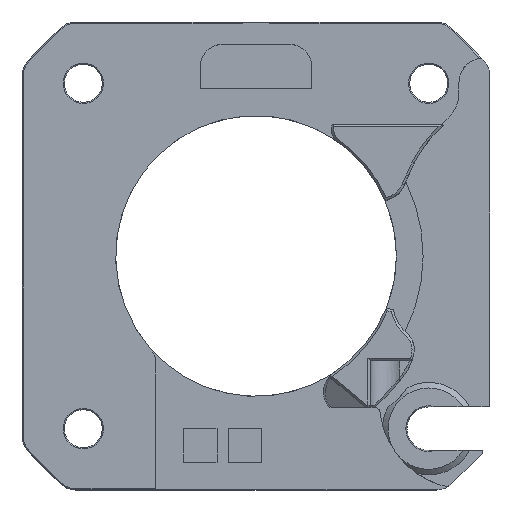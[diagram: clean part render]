
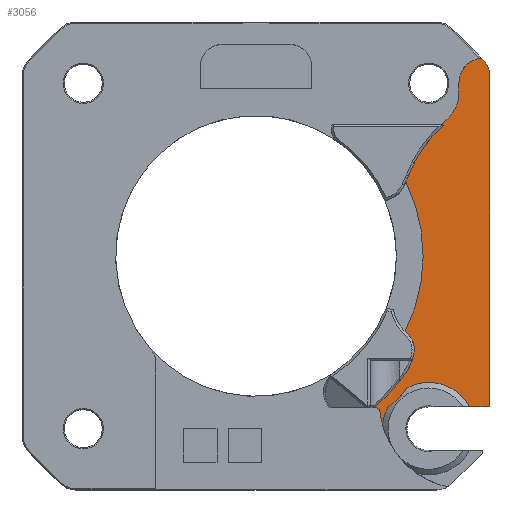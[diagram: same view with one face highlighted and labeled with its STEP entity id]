
A CAD part, top view. The second image highlights one B-rep face of the part: STEP entity #3056.
In plain terms, the highlighted planar face has unit normal (0, 0, 1).
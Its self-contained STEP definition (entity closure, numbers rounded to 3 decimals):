
#107=B_SPLINE_CURVE_WITH_KNOTS('',3,(#5005,#5006,#5007,#5008),
 .UNSPECIFIED.,.F.,.F.,(4,4),(0.,1.106),.UNSPECIFIED.);
#193=CIRCLE('',#3228,3.855);
#236=CIRCLE('',#3310,8.9);
#237=CIRCLE('',#3312,2.);
#238=CIRCLE('',#3314,0.5);
#239=CIRCLE('',#3315,7.88);
#240=CIRCLE('',#3316,4.15);
#241=CIRCLE('',#3317,4.15);
#242=CIRCLE('',#3318,0.15);
#243=CIRCLE('',#3319,2.);
#244=CIRCLE('',#3320,2.2);
#245=CIRCLE('',#3321,3.);
#246=CIRCLE('',#3322,10.15);
#247=CIRCLE('',#3323,127.);
#248=CIRCLE('',#3324,8.51);
#249=CIRCLE('',#3325,15.);
#412=FACE_OUTER_BOUND('',#594,.T.);
#594=EDGE_LOOP('',(#2438,#2439,#2440,#2441,#2442,#2443,#2444,#2445,#2446,
#2447,#2448,#2449,#2450,#2451,#2452,#2453,#2454,#2455,#2456,#2457,#2458,
#2459));
#831=LINE('',#5562,#1087);
#832=LINE('',#5566,#1088);
#833=LINE('',#5570,#1089);
#834=LINE('',#5574,#1090);
#835=LINE('',#5578,#1091);
#836=LINE('',#5580,#1092);
#1087=VECTOR('',#3905,10.);
#1088=VECTOR('',#3908,10.);
#1089=VECTOR('',#3911,10.);
#1090=VECTOR('',#3914,10.);
#1091=VECTOR('',#3917,10.);
#1092=VECTOR('',#3918,10.);
#1276=VERTEX_POINT('',#5002);
#1277=VERTEX_POINT('',#5004);
#1315=VERTEX_POINT('',#5267);
#1394=VERTEX_POINT('',#5533);
#1396=VERTEX_POINT('',#5541);
#1397=VERTEX_POINT('',#5545);
#1398=VERTEX_POINT('',#5554);
#1399=VERTEX_POINT('',#5556);
#1400=VERTEX_POINT('',#5559);
#1401=VERTEX_POINT('',#5561);
#1402=VERTEX_POINT('',#5563);
#1403=VERTEX_POINT('',#5565);
#1404=VERTEX_POINT('',#5567);
#1405=VERTEX_POINT('',#5569);
#1406=VERTEX_POINT('',#5571);
#1407=VERTEX_POINT('',#5573);
#1408=VERTEX_POINT('',#5575);
#1409=VERTEX_POINT('',#5577);
#1410=VERTEX_POINT('',#5579);
#1411=VERTEX_POINT('',#5581);
#1412=VERTEX_POINT('',#5583);
#1413=VERTEX_POINT('',#5585);
#1593=EDGE_CURVE('',#1276,#1277,#107,.T.);
#1660=EDGE_CURVE('',#1315,#1277,#193,.T.);
#1774=EDGE_CURVE('',#1394,#1396,#236,.T.);
#1777=EDGE_CURVE('',#1396,#1397,#237,.T.);
#1778=EDGE_CURVE('',#1276,#1398,#238,.T.);
#1779=EDGE_CURVE('',#1398,#1399,#239,.T.);
#1780=EDGE_CURVE('',#1399,#1397,#240,.T.);
#1781=EDGE_CURVE('',#1394,#1400,#241,.T.);
#1782=EDGE_CURVE('',#1400,#1401,#831,.T.);
#1783=EDGE_CURVE('',#1402,#1401,#242,.T.);
#1784=EDGE_CURVE('',#1402,#1403,#832,.T.);
#1785=EDGE_CURVE('',#1403,#1404,#243,.T.);
#1786=EDGE_CURVE('',#1404,#1405,#833,.T.);
#1787=EDGE_CURVE('',#1406,#1405,#244,.T.);
#1788=EDGE_CURVE('',#1407,#1406,#834,.T.);
#1789=EDGE_CURVE('',#1408,#1407,#245,.T.);
#1790=EDGE_CURVE('',#1409,#1408,#835,.T.);
#1791=EDGE_CURVE('',#1410,#1409,#836,.T.);
#1792=EDGE_CURVE('',#1411,#1410,#246,.T.);
#1793=EDGE_CURVE('',#1412,#1411,#247,.T.);
#1794=EDGE_CURVE('',#1413,#1412,#248,.T.);
#1795=EDGE_CURVE('',#1413,#1315,#249,.T.);
#2438=ORIENTED_EDGE('',*,*,#1593,.F.);
#2439=ORIENTED_EDGE('',*,*,#1778,.T.);
#2440=ORIENTED_EDGE('',*,*,#1779,.T.);
#2441=ORIENTED_EDGE('',*,*,#1780,.T.);
#2442=ORIENTED_EDGE('',*,*,#1777,.F.);
#2443=ORIENTED_EDGE('',*,*,#1774,.F.);
#2444=ORIENTED_EDGE('',*,*,#1781,.T.);
#2445=ORIENTED_EDGE('',*,*,#1782,.T.);
#2446=ORIENTED_EDGE('',*,*,#1783,.F.);
#2447=ORIENTED_EDGE('',*,*,#1784,.T.);
#2448=ORIENTED_EDGE('',*,*,#1785,.T.);
#2449=ORIENTED_EDGE('',*,*,#1786,.T.);
#2450=ORIENTED_EDGE('',*,*,#1787,.F.);
#2451=ORIENTED_EDGE('',*,*,#1788,.F.);
#2452=ORIENTED_EDGE('',*,*,#1789,.F.);
#2453=ORIENTED_EDGE('',*,*,#1790,.F.);
#2454=ORIENTED_EDGE('',*,*,#1791,.F.);
#2455=ORIENTED_EDGE('',*,*,#1792,.F.);
#2456=ORIENTED_EDGE('',*,*,#1793,.F.);
#2457=ORIENTED_EDGE('',*,*,#1794,.F.);
#2458=ORIENTED_EDGE('',*,*,#1795,.T.);
#2459=ORIENTED_EDGE('',*,*,#1660,.T.);
#2924=PLANE('',#3313);
#3056=ADVANCED_FACE('',(#412),#2924,.T.);
#3228=AXIS2_PLACEMENT_3D('',#5268,#3667,#3668);
#3310=AXIS2_PLACEMENT_3D('',#5542,#3888,#3889);
#3312=AXIS2_PLACEMENT_3D('',#5552,#3893,#3894);
#3313=AXIS2_PLACEMENT_3D('',#5553,#3895,#3896);
#3314=AXIS2_PLACEMENT_3D('',#5555,#3897,#3898);
#3315=AXIS2_PLACEMENT_3D('',#5557,#3899,#3900);
#3316=AXIS2_PLACEMENT_3D('',#5558,#3901,#3902);
#3317=AXIS2_PLACEMENT_3D('',#5560,#3903,#3904);
#3318=AXIS2_PLACEMENT_3D('',#5564,#3906,#3907);
#3319=AXIS2_PLACEMENT_3D('',#5568,#3909,#3910);
#3320=AXIS2_PLACEMENT_3D('',#5572,#3912,#3913);
#3321=AXIS2_PLACEMENT_3D('',#5576,#3915,#3916);
#3322=AXIS2_PLACEMENT_3D('',#5582,#3919,#3920);
#3323=AXIS2_PLACEMENT_3D('',#5584,#3921,#3922);
#3324=AXIS2_PLACEMENT_3D('',#5586,#3923,#3924);
#3325=AXIS2_PLACEMENT_3D('',#5587,#3925,#3926);
#3667=DIRECTION('center_axis',(0.,0.,1.));
#3668=DIRECTION('ref_axis',(-0.982,-0.188,0.));
#3888=DIRECTION('center_axis',(0.,0.,-1.));
#3889=DIRECTION('ref_axis',(0.724,-0.69,0.));
#3893=DIRECTION('center_axis',(0.,0.,-1.));
#3894=DIRECTION('ref_axis',(0.,-1.,0.));
#3895=DIRECTION('center_axis',(0.,0.,1.));
#3896=DIRECTION('ref_axis',(1.,0.,0.));
#3897=DIRECTION('center_axis',(0.,0.,-1.));
#3898=DIRECTION('ref_axis',(-0.992,-0.125,0.));
#3899=DIRECTION('center_axis',(0.,0.,1.));
#3900=DIRECTION('ref_axis',(0.992,0.125,0.));
#3901=DIRECTION('center_axis',(0.,0.,-1.));
#3902=DIRECTION('ref_axis',(0.,-1.,0.));
#3903=DIRECTION('center_axis',(0.,0.,-1.));
#3904=DIRECTION('ref_axis',(0.,-1.,0.));
#3905=DIRECTION('',(1.,0.,0.));
#3906=DIRECTION('center_axis',(0.,0.,-1.));
#3907=DIRECTION('ref_axis',(0.707,-0.707,0.));
#3908=DIRECTION('',(0.,1.,0.));
#3909=DIRECTION('center_axis',(0.,0.,1.));
#3910=DIRECTION('ref_axis',(1.,0.,0.));
#3911=DIRECTION('',(-0.707,0.707,0.));
#3912=DIRECTION('center_axis',(0.,0.,-1.));
#3913=DIRECTION('ref_axis',(-0.081,0.997,0.));
#3914=DIRECTION('',(0.,1.,0.));
#3915=DIRECTION('center_axis',(0.,0.,1.));
#3916=DIRECTION('ref_axis',(-0.707,0.707,0.));
#3917=DIRECTION('',(0.707,0.707,0.));
#3918=DIRECTION('',(-0.342,0.94,0.));
#3919=DIRECTION('center_axis',(0.,0.,-1.));
#3920=DIRECTION('ref_axis',(-0.643,0.766,0.));
#3921=DIRECTION('center_axis',(0.,0.,1.));
#3922=DIRECTION('ref_axis',(-0.903,0.43,0.));
#3923=DIRECTION('center_axis',(0.,0.,-1.));
#3924=DIRECTION('ref_axis',(-0.896,0.444,0.));
#3925=DIRECTION('center_axis',(0.,0.,-1.));
#3926=DIRECTION('ref_axis',(1.,0.,0.));
#5002=CARTESIAN_POINT('',(10.635,-13.6,8.7));
#5004=CARTESIAN_POINT('',(13.673,-7.088,8.7));
#5005=CARTESIAN_POINT('Ctrl Pts',(10.635,-13.6,8.7));
#5006=CARTESIAN_POINT('Ctrl Pts',(13.931,-10.612,8.7));
#5007=CARTESIAN_POINT('Ctrl Pts',(14.944,-8.442,8.7));
#5008=CARTESIAN_POINT('Ctrl Pts',(13.673,-7.088,8.7));
#5267=CARTESIAN_POINT('',(13.365,-6.81,8.7));
#5268=CARTESIAN_POINT('Origin',(16.099,-4.092,8.7));
#5533=CARTESIAN_POINT('',(13.526,-11.85,8.7));
#5541=CARTESIAN_POINT('',(12.612,-12.98,8.7));
#5542=CARTESIAN_POINT('Origin',(6.171,-6.838,8.7));
#5545=CARTESIAN_POINT('',(11.882,-13.467,8.7));
#5552=CARTESIAN_POINT('Origin',(11.164,-11.6,8.7));
#5553=CARTESIAN_POINT('Origin',(15.864,-1.482,8.7));
#5554=CARTESIAN_POINT('',(11.131,-14.037,8.7));
#5555=CARTESIAN_POINT('Origin',(10.635,-14.1,8.7));
#5556=CARTESIAN_POINT('',(11.362,-15.181,8.7));
#5557=CARTESIAN_POINT('Origin',(18.949,-13.051,8.7));
#5558=CARTESIAN_POINT('Origin',(15.5,-15.5,8.7));
#5559=CARTESIAN_POINT('',(19.163,-13.55,8.7));
#5560=CARTESIAN_POINT('Origin',(15.5,-15.5,8.7));
#5561=CARTESIAN_POINT('',(20.85,-13.55,8.7));
#5562=CARTESIAN_POINT('',(18.682,-13.55,8.7));
#5563=CARTESIAN_POINT('',(21.,-13.4,8.7));
#5564=CARTESIAN_POINT('Origin',(20.85,-13.4,8.7));
#5565=CARTESIAN_POINT('',(21.,16.172,8.7));
#5566=CARTESIAN_POINT('',(21.,-8.827,8.7));
#5567=CARTESIAN_POINT('',(20.414,17.586,8.7));
#5568=CARTESIAN_POINT('Origin',(19.,16.172,8.7));
#5569=CARTESIAN_POINT('',(20.235,17.765,8.7));
#5570=CARTESIAN_POINT('',(24.044,13.956,8.7));
#5571=CARTESIAN_POINT('',(18.213,15.572,8.7));
#5572=CARTESIAN_POINT('Origin',(20.413,15.572,8.7));
#5573=CARTESIAN_POINT('',(18.213,14.597,8.7));
#5574=CARTESIAN_POINT('',(18.213,6.557,8.7));
#5575=CARTESIAN_POINT('',(17.334,12.476,8.7));
#5576=CARTESIAN_POINT('Origin',(15.213,14.597,8.7));
#5577=CARTESIAN_POINT('',(16.738,11.88,8.7));
#5578=CARTESIAN_POINT('',(13.179,8.321,8.7));
#5579=CARTESIAN_POINT('',(16.813,11.673,8.7));
#5580=CARTESIAN_POINT('',(18.872,6.017,8.7));
#5581=CARTESIAN_POINT('',(14.211,8.342,8.7));
#5582=CARTESIAN_POINT('Origin',(23.335,3.895,8.7));
#5583=CARTESIAN_POINT('',(13.654,7.158,8.7));
#5584=CARTESIAN_POINT('Origin',(-100.994,61.791,8.7));
#5585=CARTESIAN_POINT('',(13.433,6.674,8.7));
#5586=CARTESIAN_POINT('Origin',(21.28,3.381,8.7));
#5587=CARTESIAN_POINT('Origin',(0.,0.,8.7));
